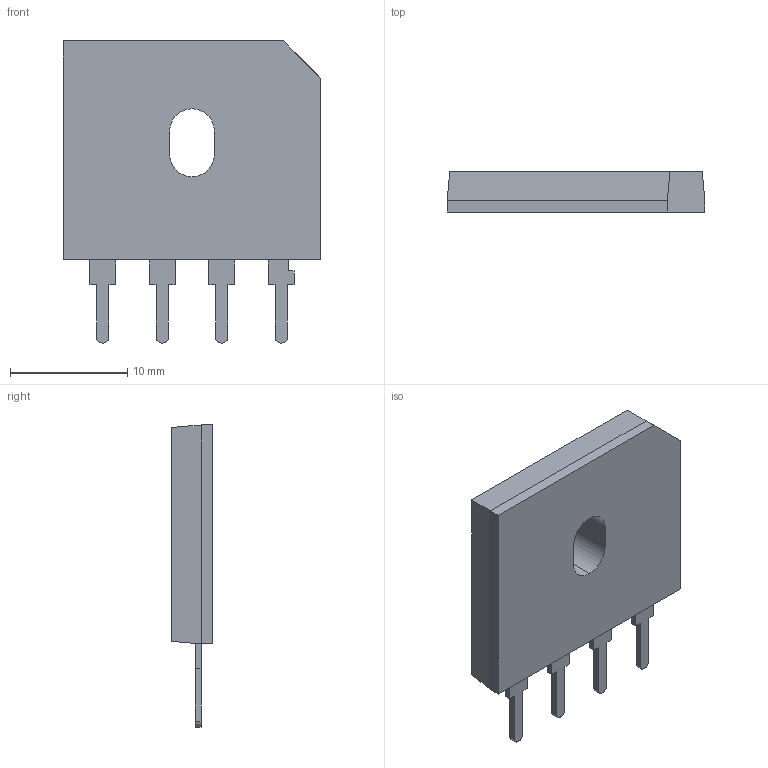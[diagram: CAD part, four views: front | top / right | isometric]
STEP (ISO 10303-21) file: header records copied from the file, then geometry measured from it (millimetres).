
FILE_DESCRIPTION (( 'STEP AP214' ), '1' );
FILE_NAME ('GBU_4P-L22.0-W3.5-P5.08_GBU810.step', '2022-08-04T05:15:35', ( '' ), ( '' ), 'SwSTEP 2.0', 'SolidWorks 2020', '' );
FILE_SCHEMA (( 'AUTOMOTIVE_DESIGN' ));
Length unit declared in the file: millimetre
Products named in the file (1): GBU_4P-L22.0-W3.5-P5.08_GBU810
Bounding box: 22 x 3.45 x 25.8 mm (x, y, z)
Volume: 1335.7 mm3; surface area: 1195 mm2
Topology: 14 solids, 14 shells, 351 faces, 937 edges, 621 vertices
Faces by surface type: plane 228, bspline 112, cylinder 11
Entity records: 15583 total; most frequent: CARTESIAN_POINT 3626, ORIENTED_EDGE 1874, DIRECTION 1168, EDGE_CURVE 937, LINE 644, VECTOR 644, VERTEX_POINT 621, EDGE_LOOP 372
